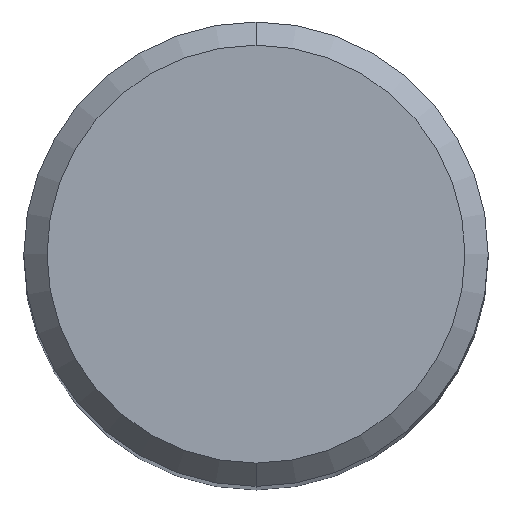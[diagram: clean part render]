
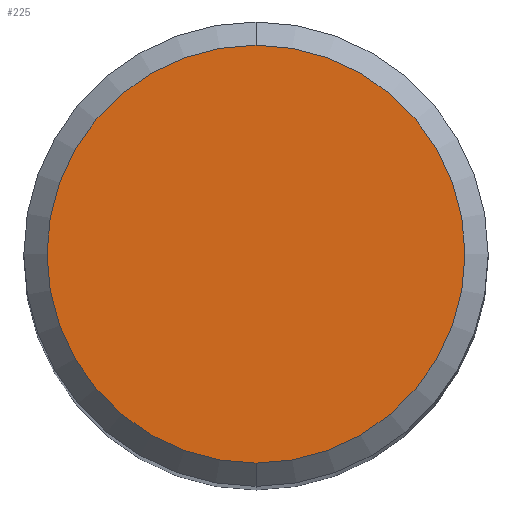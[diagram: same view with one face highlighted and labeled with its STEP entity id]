
A CAD part, top view. The second image highlights one B-rep face of the part: STEP entity #225.
In plain terms, the highlighted planar face has unit normal (0, 0, 1).
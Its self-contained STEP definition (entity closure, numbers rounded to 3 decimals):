
#117=VERTEX_POINT('',#270);
#129=EDGE_CURVE('',#193,#117,#282,.T.);
#163=EDGE_CURVE('',#117,#193,#323,.T.);
#193=VERTEX_POINT('',#356);
#225=ADVANCED_FACE('',(#392),#393,.T.);
#270=CARTESIAN_POINT('',(0.0,4.5,0.0));
#282=CIRCLE('',#452,4.5);
#323=CIRCLE('',#502,4.5);
#356=CARTESIAN_POINT('',(0.,-4.5,0.0));
#392=FACE_OUTER_BOUND('',#593,.T.);
#393=PLANE('',#594);
#452=AXIS2_PLACEMENT_3D('',#632,#633,#634);
#502=AXIS2_PLACEMENT_3D('',#704,#705,#706);
#593=EDGE_LOOP('',(#785,#786));
#594=AXIS2_PLACEMENT_3D('',#787,#788,#789);
#632=CARTESIAN_POINT('',(0.0,0.0,0.0));
#633=DIRECTION('',(0.0,0.0,-1.0));
#634=DIRECTION('',(0.0,1.0,0.0));
#704=CARTESIAN_POINT('',(0.0,0.0,0.0));
#705=DIRECTION('',(0.0,0.0,-1.0));
#706=DIRECTION('',(0.0,1.0,0.0));
#785=ORIENTED_EDGE('',*,*,#163,.F.);
#786=ORIENTED_EDGE('',*,*,#129,.F.);
#787=CARTESIAN_POINT('',(0.0,2.25,0.0));
#788=DIRECTION('',(-0.0,0.0,1.0));
#789=DIRECTION('',(0.0,-1.0,0.0));
